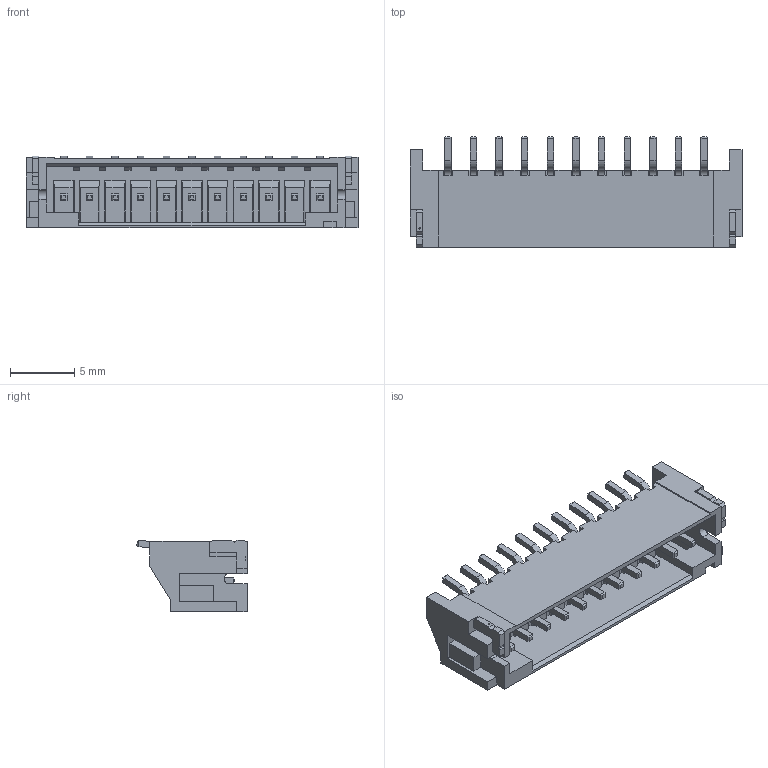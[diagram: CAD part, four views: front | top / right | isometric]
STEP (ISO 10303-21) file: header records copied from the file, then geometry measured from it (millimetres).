
FILE_DESCRIPTION (( 'STEP AP214' ), '1' );
FILE_NAME ('JST-S11B-PH-SM4-TB.STEP', '2020-12-29T19:07:53', ( '' ), ( '' ), 'SwSTEP 2.0', 'SolidWorks 2020', '' );
FILE_SCHEMA (( 'AUTOMOTIVE_DESIGN' ));
Length unit declared in the file: millimetre
Products named in the file (1): JST-S11B-PH-SM4-TB
Bounding box: 25.9 x 8.61 x 5.61 mm (x, y, z)
Volume: 437.6 mm3; surface area: 1183.2 mm2
Topology: 3 solids, 3 shells, 573 faces, 1442 edges, 894 vertices
Faces by surface type: plane 503, bspline 55, cylinder 15
Entity records: 24530 total; most frequent: CARTESIAN_POINT 4659, ORIENTED_EDGE 2884, DIRECTION 2576, EDGE_CURVE 1442, VECTOR 1346, LINE 1346, VERTEX_POINT 894, AXIS2_PLACEMENT_3D 615
